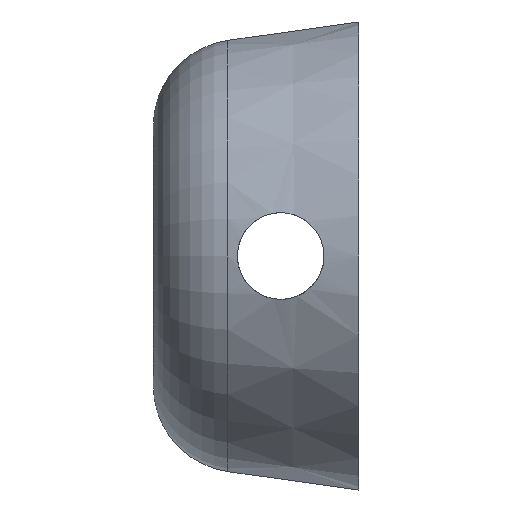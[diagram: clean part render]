
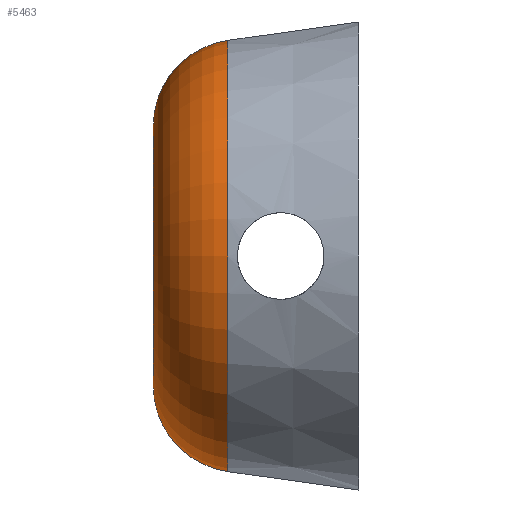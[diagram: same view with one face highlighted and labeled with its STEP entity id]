
A CAD part, left-side view. The second image highlights one B-rep face of the part: STEP entity #5463.
In plain terms, the highlighted toroidal (fillet/blend) face has major radius 14.976 mm and minor radius 10 mm.
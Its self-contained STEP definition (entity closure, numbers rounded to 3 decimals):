
#51 = DIRECTION ( 'NONE',  ( 0., -1., 0. ) ) ;
#206 = DIRECTION ( 'NONE',  ( 0., 1., 0. ) ) ;
#251 = CARTESIAN_POINT ( 'NONE',  ( -70., 23.7, 14.976 ) ) ;
#324 = CARTESIAN_POINT ( 'NONE',  ( -70., 13.7, -14.976 ) ) ;
#383 = DIRECTION ( 'NONE',  ( 1., 0., 0. ) ) ;
#833 = EDGE_CURVE ( 'NONE', #844, #2644, #3119, .T. ) ;
#844 = VERTEX_POINT ( 'NONE', #1936 ) ;
#878 = ORIENTED_EDGE ( 'NONE', *, *, #5271, .F. ) ;
#1014 = CARTESIAN_POINT ( 'NONE',  ( -70., 15.092, 0. ) ) ;
#1143 = EDGE_CURVE ( 'NONE', #5132, #1892, #4252, .T. ) ;
#1343 = AXIS2_PLACEMENT_3D ( 'NONE', #4763, #3338, #1822 ) ;
#1389 = CARTESIAN_POINT ( 'NONE',  ( -70., 13.7, 14.976 ) ) ;
#1555 = TOROIDAL_SURFACE ( 'NONE', #1343, 14.976, 10. ) ;
#1822 = DIRECTION ( 'NONE',  ( 0., 0., 1. ) ) ;
#1891 = CARTESIAN_POINT ( 'NONE',  ( -70., 15.092, -24.879 ) ) ;
#1892 = VERTEX_POINT ( 'NONE', #3702 ) ;
#1895 = ORIENTED_EDGE ( 'NONE', *, *, #833, .T. ) ;
#1919 = FACE_OUTER_BOUND ( 'NONE', #2130, .T. ) ;
#1936 = CARTESIAN_POINT ( 'NONE',  ( -70., 15.092, 24.879 ) ) ;
#2130 = EDGE_LOOP ( 'NONE', ( #3346, #3258, #1895, #878 ) ) ;
#2163 = EDGE_CURVE ( 'NONE', #844, #5132, #4370, .T. ) ;
#2236 = CIRCLE ( 'NONE', #2739, 14.976 ) ;
#2262 = DIRECTION ( 'NONE',  ( 0., 0., -1. ) ) ;
#2377 = DIRECTION ( 'NONE',  ( 0., 0., 1. ) ) ;
#2644 = VERTEX_POINT ( 'NONE', #251 ) ;
#2739 = AXIS2_PLACEMENT_3D ( 'NONE', #4554, #206, #4084 ) ;
#2841 = AXIS2_PLACEMENT_3D ( 'NONE', #1014, #51, #3829 ) ;
#3119 = CIRCLE ( 'NONE', #3936, 10. ) ;
#3258 = ORIENTED_EDGE ( 'NONE', *, *, #2163, .F. ) ;
#3319 = DIRECTION ( 'NONE',  ( -1., 0., 0. ) ) ;
#3338 = DIRECTION ( 'NONE',  ( 0., 1., 0. ) ) ;
#3346 = ORIENTED_EDGE ( 'NONE', *, *, #1143, .F. ) ;
#3702 = CARTESIAN_POINT ( 'NONE',  ( -70., 23.7, -14.976 ) ) ;
#3829 = DIRECTION ( 'NONE',  ( 0., 0., -1. ) ) ;
#3936 = AXIS2_PLACEMENT_3D ( 'NONE', #1389, #3319, #2377 ) ;
#4084 = DIRECTION ( 'NONE',  ( 0., 0., 1. ) ) ;
#4252 = CIRCLE ( 'NONE', #5063, 10. ) ;
#4370 = CIRCLE ( 'NONE', #2841, 24.879 ) ;
#4554 = CARTESIAN_POINT ( 'NONE',  ( -70., 23.7, 0. ) ) ;
#4763 = CARTESIAN_POINT ( 'NONE',  ( -70., 13.7, 0. ) ) ;
#5063 = AXIS2_PLACEMENT_3D ( 'NONE', #324, #383, #2262 ) ;
#5132 = VERTEX_POINT ( 'NONE', #1891 ) ;
#5271 = EDGE_CURVE ( 'NONE', #1892, #2644, #2236, .T. ) ;
#5463 = ADVANCED_FACE ( 'NONE', ( #1919 ), #1555, .T. ) ;
